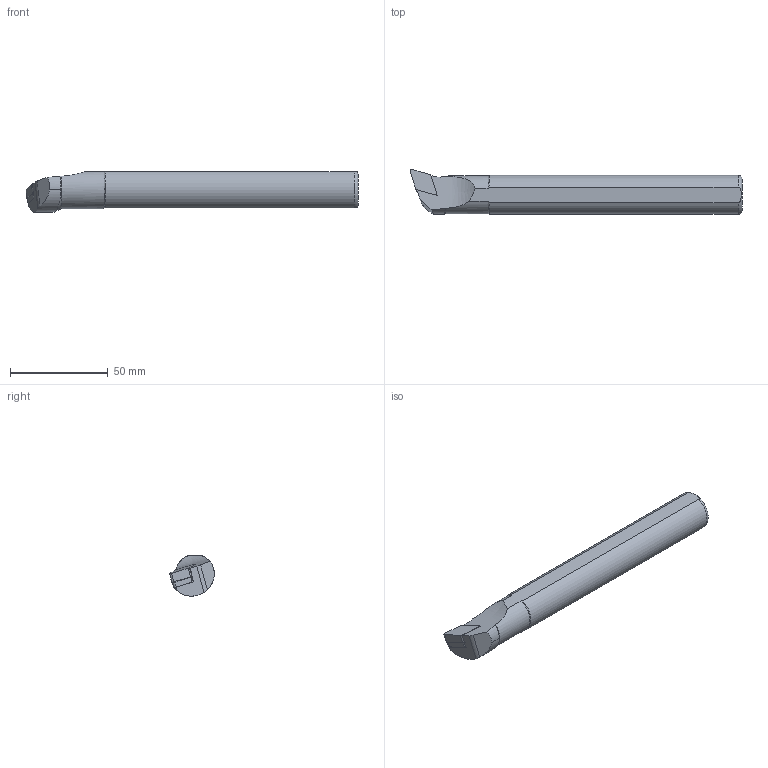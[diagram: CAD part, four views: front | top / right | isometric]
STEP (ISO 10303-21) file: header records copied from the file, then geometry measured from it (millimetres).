
FILE_DESCRIPTION(/* description */ (''),/* implementation_level */ '2;1');
FILE_NAME(/* name */ 'A20P-PDQNL-11.stp',/* time_stamp */ '2023-10-19T17:00:31+03:00',/* author */ (''),/* organization */ (''),/* preprocessor_version */ 'ST-DEVELOPER v19.4',/* originating_system */ 'SIEMENS PLM Software NX2306.3001',/* authorisation */ '');
FILE_SCHEMA (('AUTOMOTIVE_DESIGN { 1 0 10303 214 3 1 1 1 }'));
Length unit declared in the file: millimetre
Products named in the file (1): A20P-PDQNR-11
Bounding box: 170 x 23 x 20.62 mm (x, y, z)
Volume: 48972.9 mm3; surface area: 11226.5 mm2
Topology: 2 solids, 2 shells, 44 faces, 116 edges, 76 vertices
Faces by surface type: plane 22, cylinder 16, cone 4, torus 1, bspline 1
Entity records: 1734 total; most frequent: CARTESIAN_POINT 575, ORIENTED_EDGE 228, DIRECTION 210, EDGE_CURVE 114, AXIS2_PLACEMENT_3D 78, VERTEX_POINT 75, LINE 54, VECTOR 54
